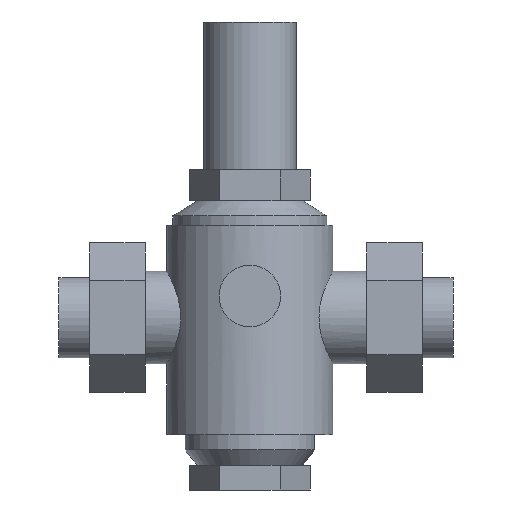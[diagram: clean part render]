
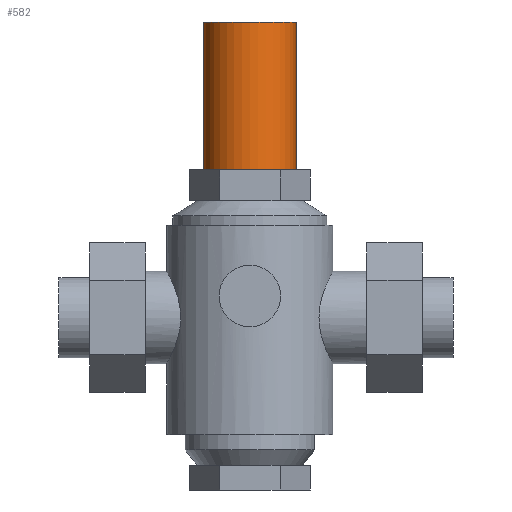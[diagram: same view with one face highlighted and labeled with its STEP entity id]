
A CAD part, front view. The second image highlights one B-rep face of the part: STEP entity #582.
In plain terms, the highlighted cylindrical face has radius 15 mm (diameter 30 mm), a partial arc.
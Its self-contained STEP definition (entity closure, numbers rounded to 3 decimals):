
#414=EDGE_CURVE('',#1014,#1030,#1205,.T.);
#466=EDGE_CURVE('',#1100,#678,#1265,.T.);
#502=EDGE_CURVE('',#1030,#678,#1305,.T.);
#582=ADVANCED_FACE('',(#1393),#1394,.T.);
#678=VERTEX_POINT('',#1497);
#788=EDGE_CURVE('',#1100,#1014,#1627,.T.);
#1014=VERTEX_POINT('',#1874);
#1030=VERTEX_POINT('',#1890);
#1100=VERTEX_POINT('',#1973);
#1205=CIRCLE('',#2074,15.0);
#1265=CIRCLE('',#2155,15.0);
#1305=LINE('',#2275,#2276);
#1393=FACE_OUTER_BOUND('',#2395,.T.);
#1394=CYLINDRICAL_SURFACE('',#2396,15.0);
#1497=CARTESIAN_POINT('',(15.0,0.0,96.0));
#1627=LINE('',#2854,#2855);
#1874=CARTESIAN_POINT('',(-15.0,0.,48.0));
#1890=CARTESIAN_POINT('',(15.0,0.,48.0));
#1973=CARTESIAN_POINT('',(-15.0,0.,96.0));
#2074=AXIS2_PLACEMENT_3D('',#3947,#3948,#3949);
#2155=AXIS2_PLACEMENT_3D('',#4025,#4026,#4027);
#2275=CARTESIAN_POINT('',(15.0,0.,88.0));
#2276=VECTOR('',#4060,1.0);
#2395=EDGE_LOOP('',(#4146,#4147,#4148,#4149));
#2396=AXIS2_PLACEMENT_3D('',#4150,#4151,#4152);
#2854=CARTESIAN_POINT('',(-15.0,0.,88.0));
#2855=VECTOR('',#4435,1.0);
#3947=CARTESIAN_POINT('',(0.0,0.0,48.0));
#3948=DIRECTION('',(0.0,0.0,1.0));
#3949=DIRECTION('',(1.0,0.0,0.0));
#4025=CARTESIAN_POINT('',(0.0,0.0,96.0));
#4026=DIRECTION('',(0.0,0.0,1.0));
#4027=DIRECTION('',(1.0,0.0,0.0));
#4060=DIRECTION('',(0.0,0.0,1.0));
#4146=ORIENTED_EDGE('',*,*,#502,.T.);
#4147=ORIENTED_EDGE('',*,*,#466,.F.);
#4148=ORIENTED_EDGE('',*,*,#788,.T.);
#4149=ORIENTED_EDGE('',*,*,#414,.T.);
#4150=CARTESIAN_POINT('',(0.0,0.0,88.0));
#4151=DIRECTION('',(0.0,0.0,-1.0));
#4152=DIRECTION('',(1.0,0.0,0.0));
#4435=DIRECTION('',(0.0,0.0,-1.0));
